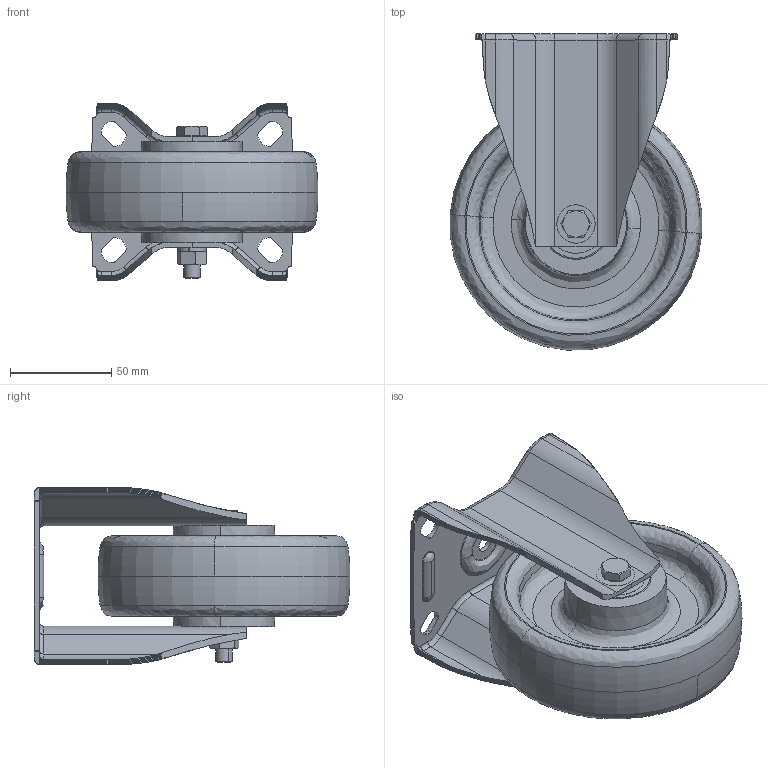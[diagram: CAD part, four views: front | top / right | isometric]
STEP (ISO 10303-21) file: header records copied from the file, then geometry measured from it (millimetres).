
FILE_DESCRIPTION (( 'STEP AP214' ), '1' );
FILE_NAME ('0029866_B-MV-PAM-125-K_(A-03).step', '2019-10-11T09:44:48', ( '' ), ( '' ), 'SwSTEP 2.0', 'SolidWorks 2018', '' );
FILE_SCHEMA (( 'AUTOMOTIVE_DESIGN' ));
Length unit declared in the file: millimetre
Products named in the file (1): 0029866_B-MV-PAM-125-K_(A-03)
Bounding box: 124.65 x 156.32 x 87.8 mm (x, y, z)
Volume: 383858.9 mm3; surface area: 115438.7 mm2
Topology: 9 solids, 13 shells, 1194 faces, 3271 edges, 2120 vertices
Faces by surface type: plane 863, cylinder 173, bspline 72, cone 56, torus 30
Entity records: 53573 total; most frequent: CARTESIAN_POINT 13118, ORIENTED_EDGE 6542, DIRECTION 4787, EDGE_CURVE 3271, VERTEX_POINT 2120, AXIS2_PLACEMENT_3D 1629, LINE 1529, VECTOR 1529
